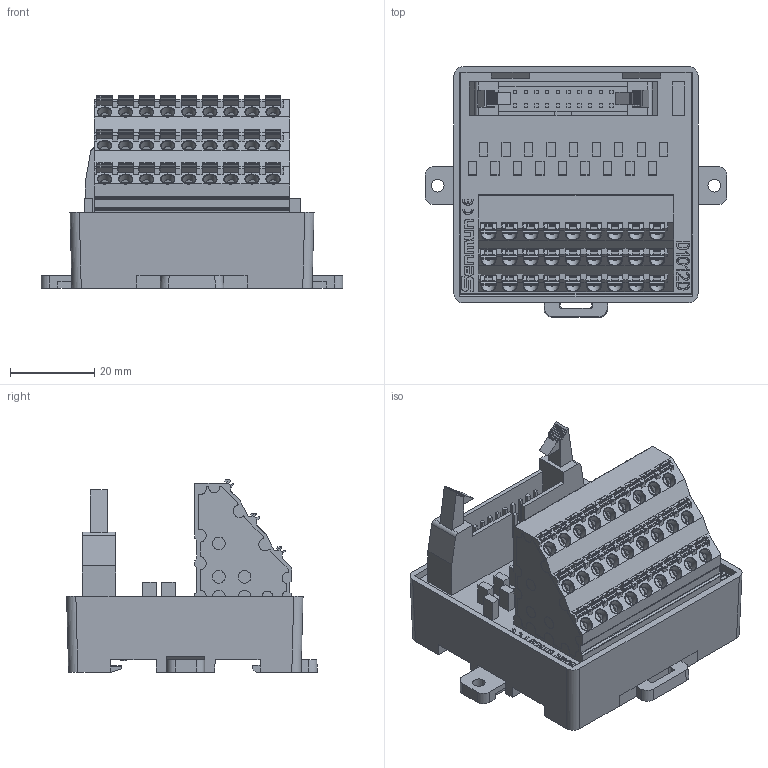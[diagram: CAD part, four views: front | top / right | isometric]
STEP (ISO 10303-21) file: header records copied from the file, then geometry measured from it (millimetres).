
FILE_DESCRIPTION(/* description */ (''),/* implementation_level */ '2;1');
FILE_NAME(/* name */ '123.stp',/* time_stamp */ '2024-08-09T10:49:18+08:00',/* author */ (''),/* organization */ (''),/* preprocessor_version */ 'ST-DEVELOPER v14',/* originating_system */ 'SIEMENS PLM Software NX 8.0',/* authorisation */ '');
FILE_SCHEMA (('AUTOMOTIVE_DESIGN { 1 0 10303 214 3 1 1 1 }'));
Products named in the file (1): Admi019C24E0xcfh
Bounding box: 71.6 x 59.51 x 45.68 mm (x, y, z)
Volume: 74659.9 mm3; surface area: 22483.3 mm2
Topology: 3 solids, 3 shells, 1830 faces, 5179 edges, 3458 vertices
Faces by surface type: plane 1438, cylinder 276, extrusion 56, revolution 54, cone 4, bspline 2
Full cylindrical faces by diameter (mm): 2.999 x6, 3 x2, 3.199 x27
Entity records: 62551 total; most frequent: CARTESIAN_POINT 14372, ORIENTED_EDGE 10222, DIRECTION 8771, EDGE_CURVE 5111, VECTOR 3843, LINE 3787, VERTEX_POINT 3427, AXIS2_PLACEMENT_3D 2437
